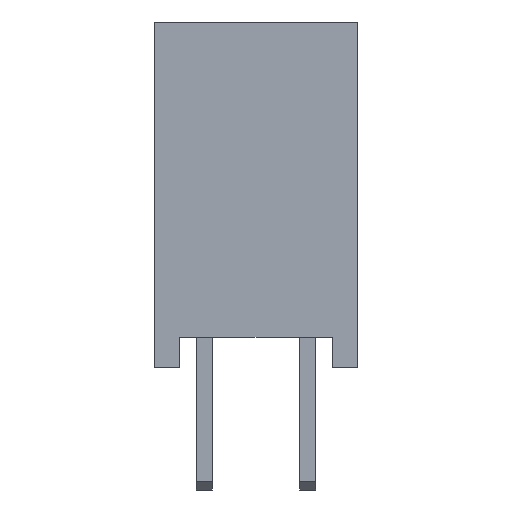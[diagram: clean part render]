
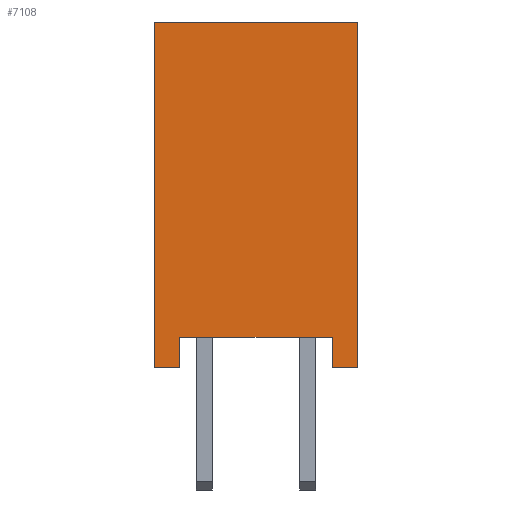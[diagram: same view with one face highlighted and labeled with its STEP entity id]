
A CAD part, front view. The second image highlights one B-rep face of the part: STEP entity #7108.
In plain terms, the highlighted planar face has unit normal (0, -1, 0).
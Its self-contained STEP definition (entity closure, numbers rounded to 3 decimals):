
#128=FACE_OUTER_BOUND('',#570,.T.);
#570=EDGE_LOOP('',(#4789,#4790,#4791,#4792,#4793,#4794,#4795,#4796));
#1049=LINE('',#9997,#2049);
#1073=LINE('',#10049,#2073);
#1074=LINE('',#10051,#2074);
#1075=LINE('',#10053,#2075);
#1076=LINE('',#10055,#2076);
#1077=LINE('',#10057,#2077);
#1078=LINE('',#10058,#2078);
#1079=LINE('',#10059,#2079);
#2049=VECTOR('',#8100,10.);
#2073=VECTOR('',#8150,10.);
#2074=VECTOR('',#8151,10.);
#2075=VECTOR('',#8152,10.);
#2076=VECTOR('',#8153,10.);
#2077=VECTOR('',#8154,10.);
#2078=VECTOR('',#8155,10.);
#2079=VECTOR('',#8156,10.);
#3028=VERTEX_POINT('',#9990);
#3031=VERTEX_POINT('',#9995);
#3045=VERTEX_POINT('',#10047);
#3046=VERTEX_POINT('',#10048);
#3047=VERTEX_POINT('',#10050);
#3048=VERTEX_POINT('',#10052);
#3049=VERTEX_POINT('',#10054);
#3050=VERTEX_POINT('',#10056);
#3689=EDGE_CURVE('',#3028,#3031,#1049,.T.);
#3713=EDGE_CURVE('',#3045,#3046,#1073,.T.);
#3714=EDGE_CURVE('',#3046,#3047,#1074,.T.);
#3715=EDGE_CURVE('',#3047,#3048,#1075,.T.);
#3716=EDGE_CURVE('',#3048,#3049,#1076,.T.);
#3717=EDGE_CURVE('',#3049,#3050,#1077,.T.);
#3718=EDGE_CURVE('',#3050,#3028,#1078,.T.);
#3719=EDGE_CURVE('',#3031,#3045,#1079,.T.);
#4789=ORIENTED_EDGE('',*,*,#3713,.T.);
#4790=ORIENTED_EDGE('',*,*,#3714,.T.);
#4791=ORIENTED_EDGE('',*,*,#3715,.T.);
#4792=ORIENTED_EDGE('',*,*,#3716,.T.);
#4793=ORIENTED_EDGE('',*,*,#3717,.T.);
#4794=ORIENTED_EDGE('',*,*,#3718,.T.);
#4795=ORIENTED_EDGE('',*,*,#3689,.T.);
#4796=ORIENTED_EDGE('',*,*,#3719,.T.);
#6668=PLANE('',#7591);
#7108=ADVANCED_FACE('',(#128),#6668,.T.);
#7591=AXIS2_PLACEMENT_3D('',#10046,#8148,#8149);
#8100=DIRECTION('',(-1.,0.,0.));
#8148=DIRECTION('center_axis',(0.,-1.,0.));
#8149=DIRECTION('ref_axis',(0.,0.,-1.));
#8150=DIRECTION('',(1.,0.,0.));
#8151=DIRECTION('',(0.,0.,1.));
#8152=DIRECTION('',(1.,0.,0.));
#8153=DIRECTION('',(0.,0.,-1.));
#8154=DIRECTION('',(1.,0.,0.));
#8155=DIRECTION('',(0.,0.,1.));
#8156=DIRECTION('',(0.,0.,-1.));
#9990=CARTESIAN_POINT('',(2.5,-12.7,8.5));
#9995=CARTESIAN_POINT('',(-2.5,-12.7,8.5));
#9997=CARTESIAN_POINT('',(-2.5,-12.7,8.5));
#10046=CARTESIAN_POINT('Origin',(0.,-12.7,4.25));
#10047=CARTESIAN_POINT('',(-2.5,-12.7,0.));
#10048=CARTESIAN_POINT('',(-1.875,-12.7,0.));
#10049=CARTESIAN_POINT('',(-1.875,-12.7,0.));
#10050=CARTESIAN_POINT('',(-1.875,-12.7,0.75));
#10051=CARTESIAN_POINT('',(-1.875,-12.7,0.));
#10052=CARTESIAN_POINT('',(1.875,-12.7,0.75));
#10053=CARTESIAN_POINT('',(-1.875,-12.7,0.75));
#10054=CARTESIAN_POINT('',(1.875,-12.7,0.));
#10055=CARTESIAN_POINT('',(1.875,-12.7,0.));
#10056=CARTESIAN_POINT('',(2.5,-12.7,0.));
#10057=CARTESIAN_POINT('',(1.875,-12.7,0.));
#10058=CARTESIAN_POINT('',(2.5,-12.7,8.5));
#10059=CARTESIAN_POINT('',(-2.5,-12.7,0.));
